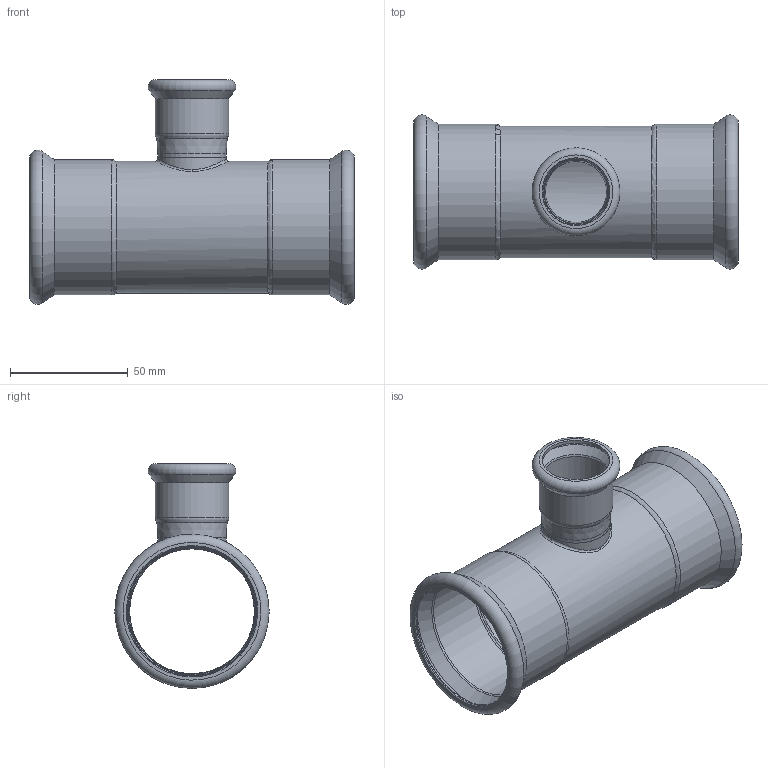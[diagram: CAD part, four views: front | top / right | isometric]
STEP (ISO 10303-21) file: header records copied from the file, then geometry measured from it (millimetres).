
FILE_DESCRIPTION(/* description */ (''),/* implementation_level */ '2;1');
FILE_NAME(/* name */ '41224.stp',/* time_stamp */ '2023-09-08T10:52:54+02:00',/* author */ ('JANAN'),/* organization */ (''),/* preprocessor_version */ 'ST-DEVELOPER v19.2',/* originating_system */ 'Autodesk Inventor 2023',/* authorisation */ '');
FILE_SCHEMA (('AUTOMOTIVE_DESIGN { 1 0 10303 214 3 1 1 }'));
Length unit declared in the file: millimetre
Products named in the file (1): tmp7F35.tmp
Bounding box: 138 x 65.46 x 95.43 mm (x, y, z)
Volume: 43511 mm3; surface area: 58531.2 mm2
Topology: 2 solids, 2 shells, 61 faces, 132 edges, 77 vertices
Faces by surface type: torus 18, cylinder 15, cone 12, plane 8, bspline 8
Full cylindrical faces by diameter (mm): 26 x2, 28.2 x1, 28.8 x1, 29 x2, 31.3 x1, 53 x1, 54.4 x2, 55 x2, 56 x1, 57.5 x2
Entity records: 3560 total; most frequent: CARTESIAN_POINT 2115, DIRECTION 303, ORIENTED_EDGE 264, AXIS2_PLACEMENT_3D 137, EDGE_CURVE 132, CIRCLE 83, VERTEX_POINT 77, EDGE_LOOP 69
